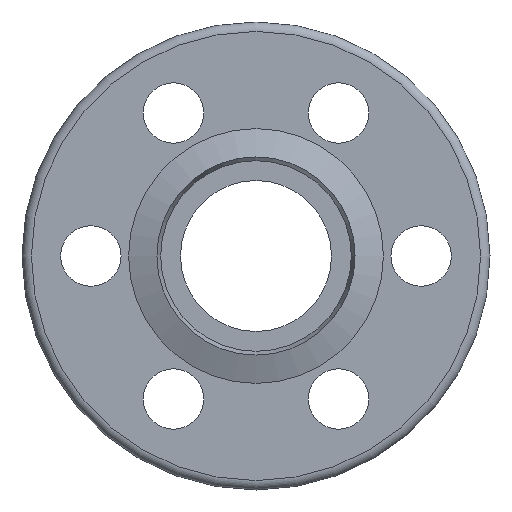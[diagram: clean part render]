
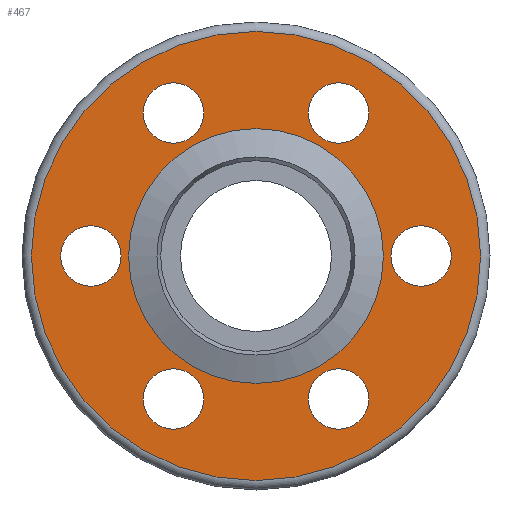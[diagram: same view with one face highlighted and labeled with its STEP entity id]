
A CAD part, left-side view. The second image highlights one B-rep face of the part: STEP entity #467.
In plain terms, the highlighted planar face has unit normal (-1, 0, 0).
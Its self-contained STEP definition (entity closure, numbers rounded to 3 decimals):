
#105=CARTESIAN_POINT('',(0.,5.761,-6.778));
#106=VERTEX_POINT('',#105);
#107=CARTESIAN_POINT('',(0.0,4.375,-7.578));
#108=DIRECTION('',(1.,0.0,0.0));
#109=DIRECTION('',(0.0,0.866,0.5));
#110=AXIS2_PLACEMENT_3D('',#107,#108,#109);
#111=CIRCLE('',#110,1.6);
#112=EDGE_CURVE('',#106,#106,#111,.T.);
#154=CARTESIAN_POINT('',(0.,-2.989,-8.378));
#155=VERTEX_POINT('',#154);
#156=CARTESIAN_POINT('',(0.0,-4.375,-7.578));
#157=DIRECTION('',(1.,0.0,0.0));
#158=DIRECTION('',(0.0,0.866,-0.5));
#159=AXIS2_PLACEMENT_3D('',#156,#157,#158);
#160=CIRCLE('',#159,1.6);
#161=EDGE_CURVE('',#155,#155,#160,.T.);
#203=CARTESIAN_POINT('',(0.,-8.75,-1.6));
#204=VERTEX_POINT('',#203);
#205=CARTESIAN_POINT('',(0.0,-8.75,0.));
#206=DIRECTION('',(1.0,0.0,0.0));
#207=DIRECTION('',(0.0,0.0,-1.0));
#208=AXIS2_PLACEMENT_3D('',#205,#206,#207);
#209=CIRCLE('',#208,1.6);
#210=EDGE_CURVE('',#204,#204,#209,.T.);
#252=CARTESIAN_POINT('',(0.,-5.761,6.778));
#253=VERTEX_POINT('',#252);
#254=CARTESIAN_POINT('',(0.0,-4.375,7.578));
#255=DIRECTION('',(1.,0.0,0.0));
#256=DIRECTION('',(0.0,-0.866,-0.5));
#257=AXIS2_PLACEMENT_3D('',#254,#255,#256);
#258=CIRCLE('',#257,1.6);
#259=EDGE_CURVE('',#253,#253,#258,.T.);
#301=CARTESIAN_POINT('',(0.,2.989,8.378));
#302=VERTEX_POINT('',#301);
#303=CARTESIAN_POINT('',(0.0,4.375,7.578));
#304=DIRECTION('',(1.0,0.0,0.0));
#305=DIRECTION('',(0.0,-0.866,0.5));
#306=AXIS2_PLACEMENT_3D('',#303,#304,#305);
#307=CIRCLE('',#306,1.6);
#308=EDGE_CURVE('',#302,#302,#307,.T.);
#350=CARTESIAN_POINT('',(0.,8.75,1.6));
#351=VERTEX_POINT('',#350);
#352=CARTESIAN_POINT('',(0.0,8.75,0.0));
#353=DIRECTION('',(1.0,0.0,0.0));
#354=DIRECTION('',(0.0,0.0,1.0));
#355=AXIS2_PLACEMENT_3D('',#352,#353,#354);
#356=CIRCLE('',#355,1.6);
#357=EDGE_CURVE('',#351,#351,#356,.T.);
#415=CARTESIAN_POINT('',(0.0,6.75,0.0));
#416=VERTEX_POINT('',#415);
#417=CARTESIAN_POINT('',(0.0,0.0,0.0));
#418=DIRECTION('',(1.0,0.0,0.0));
#419=DIRECTION('',(0.0,1.0,0.0));
#420=AXIS2_PLACEMENT_3D('',#417,#418,#419);
#421=CIRCLE('',#420,6.75);
#422=EDGE_CURVE('',#416,#416,#421,.T.);
#430=CARTESIAN_POINT('',(0.,9.325,0.0));
#431=DIRECTION('',(-1.0,0.0,0.0));
#432=DIRECTION('',(0.0,0.0,1.0));
#433=AXIS2_PLACEMENT_3D('',#430,#431,#432);
#434=PLANE('',#433);
#435=CARTESIAN_POINT('',(0.,11.9,0.0));
#436=VERTEX_POINT('',#435);
#437=CARTESIAN_POINT('',(0.,0.0,0.0));
#438=DIRECTION('',(1.0,0.0,0.0));
#439=DIRECTION('',(0.0,1.0,0.0));
#440=AXIS2_PLACEMENT_3D('',#437,#438,#439);
#441=CIRCLE('',#440,11.9);
#442=EDGE_CURVE('',#436,#436,#441,.T.);
#443=ORIENTED_EDGE('',*,*,#442,.F.);
#444=EDGE_LOOP('',(#443));
#445=FACE_OUTER_BOUND('',#444,.T.);
#446=ORIENTED_EDGE('',*,*,#112,.T.);
#447=EDGE_LOOP('',(#446));
#448=FACE_BOUND('',#447,.T.);
#449=ORIENTED_EDGE('',*,*,#161,.T.);
#450=EDGE_LOOP('',(#449));
#451=FACE_BOUND('',#450,.T.);
#452=ORIENTED_EDGE('',*,*,#210,.T.);
#453=EDGE_LOOP('',(#452));
#454=FACE_BOUND('',#453,.T.);
#455=ORIENTED_EDGE('',*,*,#259,.T.);
#456=EDGE_LOOP('',(#455));
#457=FACE_BOUND('',#456,.T.);
#458=ORIENTED_EDGE('',*,*,#308,.T.);
#459=EDGE_LOOP('',(#458));
#460=FACE_BOUND('',#459,.T.);
#461=ORIENTED_EDGE('',*,*,#357,.T.);
#462=EDGE_LOOP('',(#461));
#463=FACE_BOUND('',#462,.T.);
#464=ORIENTED_EDGE('',*,*,#422,.T.);
#465=EDGE_LOOP('',(#464));
#466=FACE_BOUND('',#465,.T.);
#467=ADVANCED_FACE('',(#445,#448,#451,#454,#457,#460,#463,#466),#434,.T.);
